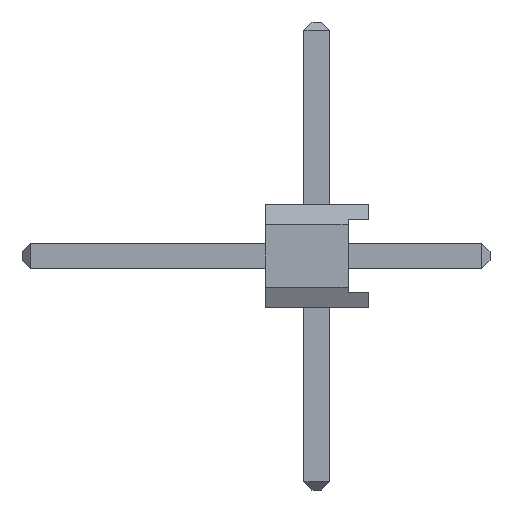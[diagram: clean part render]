
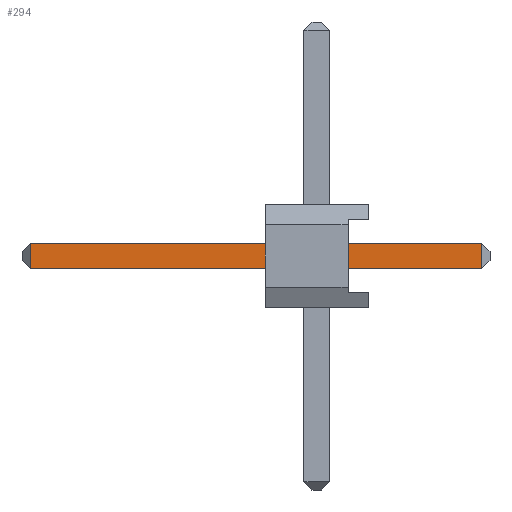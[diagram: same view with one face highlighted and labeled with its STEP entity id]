
A CAD part, left-side view. The second image highlights one B-rep face of the part: STEP entity #294.
In plain terms, the highlighted planar face has unit normal (-1, 0, 0).
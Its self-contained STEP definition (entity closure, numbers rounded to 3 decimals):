
#294 = ADVANCED_FACE( '', ( #618 ), #619, .F. );
#618 = FACE_OUTER_BOUND( '', #960, .T. );
#619 = PLANE( '', #961 );
#960 = EDGE_LOOP( '', ( #1839, #1840, #1841, #1842 ) );
#961 = AXIS2_PLACEMENT_3D( '', #1843, #1844, #1845 );
#1839 = ORIENTED_EDGE( '', *, *, #2350, .T. );
#1840 = ORIENTED_EDGE( '', *, *, #2387, .T. );
#1841 = ORIENTED_EDGE( '', *, *, #2155, .F. );
#1842 = ORIENTED_EDGE( '', *, *, #2388, .T. );
#1843 = CARTESIAN_POINT( '', ( -0.32, -0.32, 5.77 ) );
#1844 = DIRECTION( '', ( 1., 0., 0. ) );
#1845 = DIRECTION( '', ( 0., 0., -1. ) );
#2155 = EDGE_CURVE( '', #2634, #2635, #2636, .T. );
#2350 = EDGE_CURVE( '', #2670, #2920, #2922, .T. );
#2387 = EDGE_CURVE( '', #2920, #2635, #2961, .T. );
#2388 = EDGE_CURVE( '', #2634, #2670, #2962, .T. );
#2634 = VERTEX_POINT( '', #3310 );
#2635 = VERTEX_POINT( '', #3311 );
#2636 = LINE( '', #3312, #3313 );
#2670 = VERTEX_POINT( '', #3363 );
#2920 = VERTEX_POINT( '', #3754 );
#2922 = LINE( '', #3757, #3758 );
#2961 = LINE( '', #3814, #3815 );
#2962 = LINE( '', #3816, #3817 );
#3310 = CARTESIAN_POINT( '', ( -0.32, -0.32, 5.57 ) );
#3311 = CARTESIAN_POINT( '', ( -0.32, -0.32, -5.57 ) );
#3312 = CARTESIAN_POINT( '', ( -0.32, -0.32, 5.77 ) );
#3313 = VECTOR( '', #3956, 1000. );
#3363 = CARTESIAN_POINT( '', ( -0.32, 0.32, 5.57 ) );
#3754 = CARTESIAN_POINT( '', ( -0.32, 0.32, -5.57 ) );
#3757 = CARTESIAN_POINT( '', ( -0.32, 0.32, 5.77 ) );
#3758 = VECTOR( '', #4115, 1000. );
#3814 = CARTESIAN_POINT( '', ( -0.32, -0.32, -5.57 ) );
#3815 = VECTOR( '', #4133, 1000. );
#3816 = CARTESIAN_POINT( '', ( -0.32, -0.32, 5.57 ) );
#3817 = VECTOR( '', #4134, 1000. );
#3956 = DIRECTION( '', ( 0., 0., -1. ) );
#4115 = DIRECTION( '', ( 0., 0., -1. ) );
#4133 = DIRECTION( '', ( 0., -1., 0. ) );
#4134 = DIRECTION( '', ( 0., 1., 0. ) );
